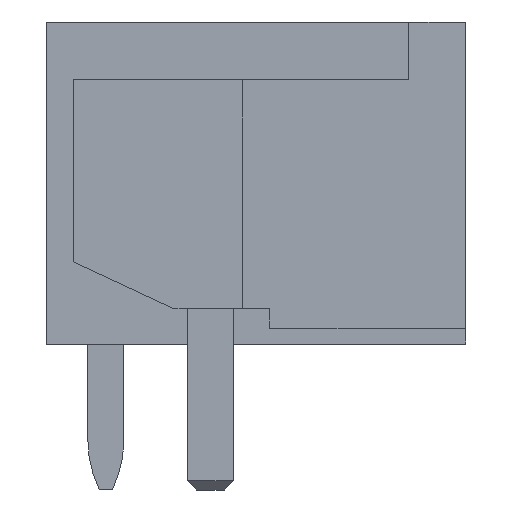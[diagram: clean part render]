
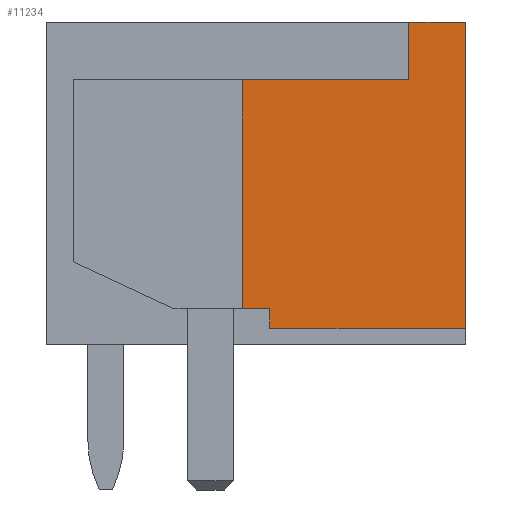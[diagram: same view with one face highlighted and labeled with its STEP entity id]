
A CAD part, left-side view. The second image highlights one B-rep face of the part: STEP entity #11234.
In plain terms, the highlighted planar face has unit normal (-1, 0, 0).
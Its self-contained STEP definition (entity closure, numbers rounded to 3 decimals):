
#11203=AXIS2_PLACEMENT_3D('Plane Axis2P3D',#11200,#11201,#11202) ;
#502=CARTESIAN_POINT('Vertex',(0.,0.,10.27)) ;
#505=CARTESIAN_POINT('Line Origine',(0.,0.,6.91)) ;
#509=CARTESIAN_POINT('Vertex',(0.,0.,3.55)) ;
#1633=CARTESIAN_POINT('Vertex',(0.,1.25,10.27)) ;
#1636=CARTESIAN_POINT('Line Origine',(0.,0.625,10.27)) ;
#11137=CARTESIAN_POINT('Vertex',(0.,4.3,3.55)) ;
#11140=CARTESIAN_POINT('Line Origine',(0.,4.3,3.765)) ;
#11144=CARTESIAN_POINT('Vertex',(0.,4.3,3.98)) ;
#11164=CARTESIAN_POINT('Line Origine',(0.,2.15,3.55)) ;
#11185=CARTESIAN_POINT('Vertex',(0.,1.25,9.)) ;
#11188=CARTESIAN_POINT('Line Origine',(0.,1.25,9.635)) ;
#11200=CARTESIAN_POINT('Axis2P3D Location',(0.,0.,0.)) ;
#11205=CARTESIAN_POINT('Line Origine',(0.,4.6,3.98)) ;
#11209=CARTESIAN_POINT('Vertex',(0.,4.9,3.98)) ;
#11212=CARTESIAN_POINT('Line Origine',(0.,3.075,9.)) ;
#11216=CARTESIAN_POINT('Vertex',(0.,4.9,9.)) ;
#11219=CARTESIAN_POINT('Line Origine',(0.,4.9,6.49)) ;
#506=DIRECTION('Vector Direction',(0.,0.,-1.)) ;
#1637=DIRECTION('Vector Direction',(0.,-1.,0.)) ;
#11141=DIRECTION('Vector Direction',(0.,0.,1.)) ;
#11165=DIRECTION('Vector Direction',(0.,1.,0.)) ;
#11189=DIRECTION('Vector Direction',(0.,0.,1.)) ;
#11201=DIRECTION('Axis2P3D Direction',(-1.,0.,0.)) ;
#11202=DIRECTION('Axis2P3D XDirection',(0.,-1.,0.)) ;
#11206=DIRECTION('Vector Direction',(0.,1.,0.)) ;
#11213=DIRECTION('Vector Direction',(0.,-1.,0.)) ;
#11220=DIRECTION('Vector Direction',(0.,0.,-1.)) ;
#507=VECTOR('Line Direction',#506,1.) ;
#1638=VECTOR('Line Direction',#1637,1.) ;
#11142=VECTOR('Line Direction',#11141,1.) ;
#11166=VECTOR('Line Direction',#11165,1.) ;
#11190=VECTOR('Line Direction',#11189,1.) ;
#11207=VECTOR('Line Direction',#11206,1.) ;
#11214=VECTOR('Line Direction',#11213,1.) ;
#11221=VECTOR('Line Direction',#11220,1.) ;
#11225=ORIENTED_EDGE('',*,*,#11211,.T.) ;
#11226=ORIENTED_EDGE('',*,*,#11146,.T.) ;
#11227=ORIENTED_EDGE('',*,*,#11168,.T.) ;
#11228=ORIENTED_EDGE('',*,*,#511,.T.) ;
#11229=ORIENTED_EDGE('',*,*,#1640,.T.) ;
#11230=ORIENTED_EDGE('',*,*,#11192,.T.) ;
#11231=ORIENTED_EDGE('',*,*,#11218,.T.) ;
#11232=ORIENTED_EDGE('',*,*,#11223,.T.) ;
#11234=ADVANCED_FACE('HOUSING',(#11233),#11204,.T.) ;
#511=EDGE_CURVE('',#510,#503,#508,.F.) ;
#1640=EDGE_CURVE('',#503,#1634,#1639,.F.) ;
#11146=EDGE_CURVE('',#11145,#11138,#11143,.F.) ;
#11168=EDGE_CURVE('',#11138,#510,#11167,.F.) ;
#11192=EDGE_CURVE('',#1634,#11186,#11191,.F.) ;
#11211=EDGE_CURVE('',#11210,#11145,#11208,.F.) ;
#11218=EDGE_CURVE('',#11186,#11217,#11215,.F.) ;
#11223=EDGE_CURVE('',#11217,#11210,#11222,.T.) ;
#11224=EDGE_LOOP('',(#11225,#11226,#11227,#11228,#11229,#11230,#11231,#11232)) ;
#11233=FACE_OUTER_BOUND('',#11224,.T.) ;
#508=LINE('Line',#505,#507) ;
#1639=LINE('Line',#1636,#1638) ;
#11143=LINE('Line',#11140,#11142) ;
#11167=LINE('Line',#11164,#11166) ;
#11191=LINE('Line',#11188,#11190) ;
#11208=LINE('Line',#11205,#11207) ;
#11215=LINE('Line',#11212,#11214) ;
#11222=LINE('Line',#11219,#11221) ;
#11204=PLANE('',#11203) ;
#503=VERTEX_POINT('',#502) ;
#510=VERTEX_POINT('',#509) ;
#1634=VERTEX_POINT('',#1633) ;
#11138=VERTEX_POINT('',#11137) ;
#11145=VERTEX_POINT('',#11144) ;
#11186=VERTEX_POINT('',#11185) ;
#11210=VERTEX_POINT('',#11209) ;
#11217=VERTEX_POINT('',#11216) ;
